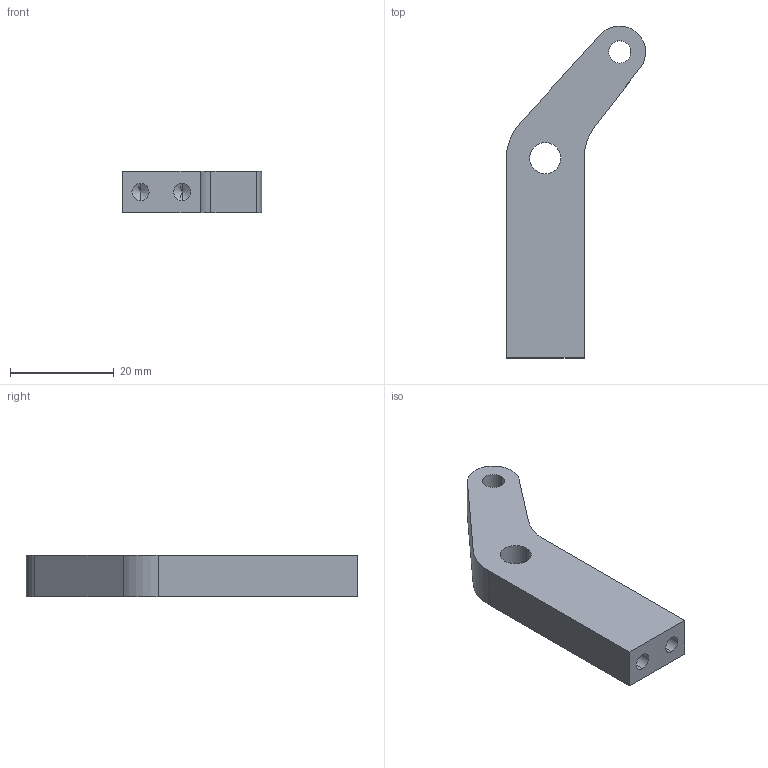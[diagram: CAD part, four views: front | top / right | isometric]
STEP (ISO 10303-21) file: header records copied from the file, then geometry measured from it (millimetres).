
FILE_DESCRIPTION (( 'STEP AP214' ), '1' );
FILE_NAME ('ROV_USI_011_C_Chassis module brossage_bras.STEP', '2021-10-13T13:33:39', ( '' ), ( '' ), 'SwSTEP 2.0', 'SolidWorks 2016', '' );
FILE_SCHEMA (( 'AUTOMOTIVE_DESIGN' ));
Length unit declared in the file: millimetre
Products named in the file (1): ROV_USI_011_C_Chassis module brossage_bras
Bounding box: 26.84 x 64 x 8 mm (x, y, z)
Volume: 6770.2 mm3; surface area: 3477.9 mm2
Topology: 1 solids, 1 shells, 22 faces, 56 edges, 34 vertices
Faces by surface type: cylinder 11, plane 7, cone 4
Entity records: 728 total; most frequent: DIRECTION 120, CARTESIAN_POINT 109, ORIENTED_EDGE 104, EDGE_CURVE 52, AXIS2_PLACEMENT_3D 45, VERTEX_POINT 34, VECTOR 30, LINE 30
